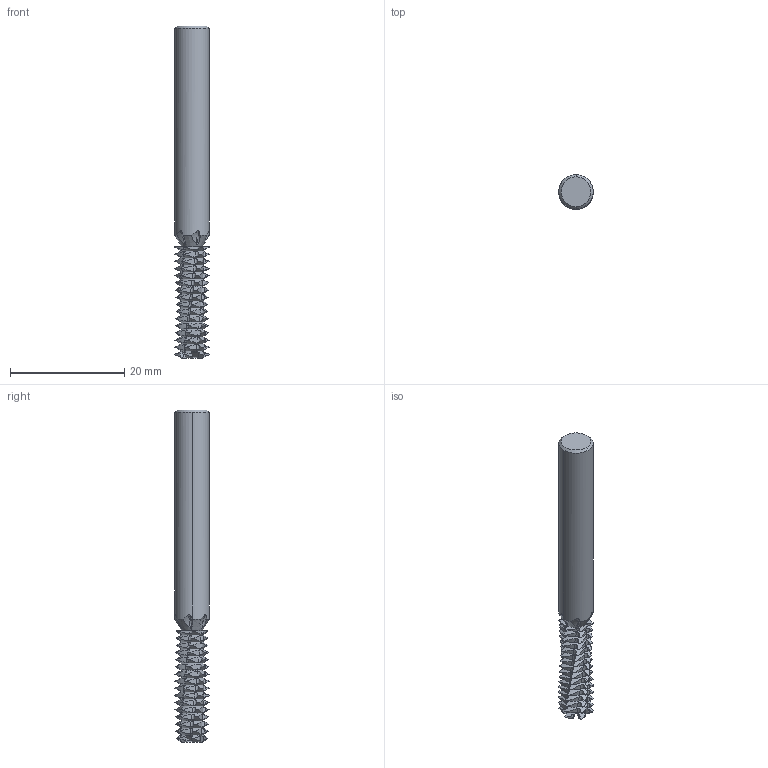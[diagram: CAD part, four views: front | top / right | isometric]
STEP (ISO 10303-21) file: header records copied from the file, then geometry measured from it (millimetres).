
FILE_DESCRIPTION(('no description'),'unknown implementation level');
FILE_NAME('soliddVGTVuX0pCw6MJL96E9XmX2KaxI_1.STP',' ',('CIMSOURCE GmbH'),('CADClick - KiM GmbH - www.kimweb.de'),'unknown preprocess','ACIS','unknown authorization');
FILE_SCHEMA(('automotive_design'));
Length unit declared in the file: millimetre
Products named in the file (17): 1; 2; 3; 4; 5; 6; 7; 8; 9; 10; 11; 12; 13; 14; 15; 16; 17
Bounding box: 6 x 6 x 58 mm (x, y, z)
Volume: 1366.7 mm3; surface area: 1681.7 mm2
Topology: 17 solids, 17 shells, 487 faces, 1386 edges, 903 vertices
Faces by surface type: bspline 288, cone 80, cylinder 51, plane 50, torus 18
Entity records: 52841 total; most frequent: CARTESIAN_POINT 26900, STYLED_ITEM 2793, PRESENTATION_STYLE_ASSIGNMENT 2793, COLOUR_RGB 2793, ORIENTED_EDGE 2772, EDGE_CURVE 1386, CURVE_STYLE 1386, DRAUGHTING_PRE_DEFINED_CURVE_FONT 1386
